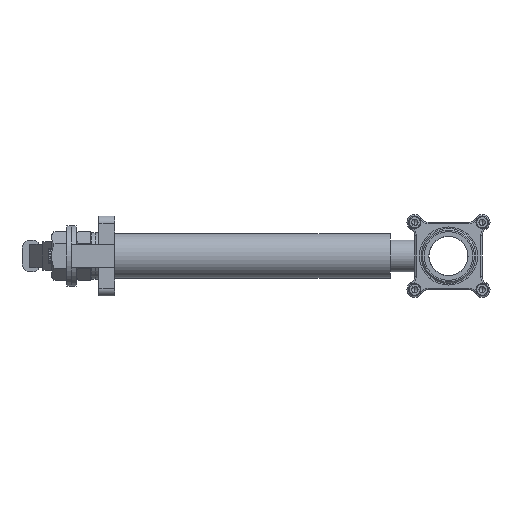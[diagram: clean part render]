
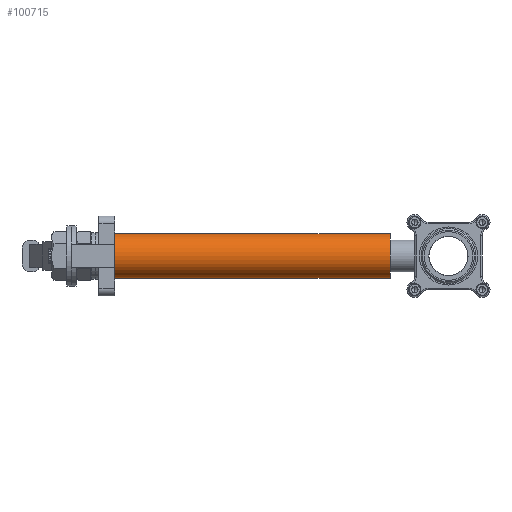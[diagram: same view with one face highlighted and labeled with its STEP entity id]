
A CAD part, left-side view. The second image highlights one B-rep face of the part: STEP entity #100715.
In plain terms, the highlighted cylindrical face has radius 14.2 mm (diameter 28.4 mm), a partial arc.
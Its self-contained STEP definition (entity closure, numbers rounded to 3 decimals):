
#265 = VECTOR ( 'NONE', #91344, 1000. ) ;
#4538 = CARTESIAN_POINT ( 'NONE',  ( 0., 0., -14.2 ) ) ;
#7185 = CARTESIAN_POINT ( 'NONE',  ( 0., 0., 0. ) ) ;
#7713 = DIRECTION ( 'NONE',  ( 0., -1., 0. ) ) ;
#8467 = DIRECTION ( 'NONE',  ( 0., -1., 0. ) ) ;
#10477 = VERTEX_POINT ( 'NONE', #83895 ) ;
#14128 = VECTOR ( 'NONE', #8467, 1000. ) ;
#14745 = EDGE_LOOP ( 'NONE', ( #18318, #26843, #60526, #20361 ) ) ;
#14921 = DIRECTION ( 'NONE',  ( 0., 0., -1. ) ) ;
#15006 = DIRECTION ( 'NONE',  ( 0., -1., 0. ) ) ;
#17274 = CARTESIAN_POINT ( 'NONE',  ( 0., 213., 0. ) ) ;
#17419 = VERTEX_POINT ( 'NONE', #34192 ) ;
#18318 = ORIENTED_EDGE ( 'NONE', *, *, #40181, .F. ) ;
#20361 = ORIENTED_EDGE ( 'NONE', *, *, #78449, .F. ) ;
#24810 = DIRECTION ( 'NONE',  ( 0., 0., -1. ) ) ;
#26559 = VERTEX_POINT ( 'NONE', #83583 ) ;
#26843 = ORIENTED_EDGE ( 'NONE', *, *, #68091, .T. ) ;
#26982 = EDGE_CURVE ( 'NONE', #26559, #10477, #67580, .T. ) ;
#27176 = VERTEX_POINT ( 'NONE', #100646 ) ;
#28979 = AXIS2_PLACEMENT_3D ( 'NONE', #7185, #7713, #14921 ) ;
#34192 = CARTESIAN_POINT ( 'NONE',  ( 0., 213., 14.2 ) ) ;
#40181 = EDGE_CURVE ( 'NONE', #17419, #27176, #55495, .T. ) ;
#47716 = CARTESIAN_POINT ( 'NONE',  ( 0., 0., 14.2 ) ) ;
#55495 = LINE ( 'NONE', #47716, #14128 ) ;
#60526 = ORIENTED_EDGE ( 'NONE', *, *, #26982, .T. ) ;
#65340 = DIRECTION ( 'NONE',  ( 0., 0., -1. ) ) ;
#67580 = LINE ( 'NONE', #4538, #265 ) ;
#68091 = EDGE_CURVE ( 'NONE', #17419, #26559, #68850, .T. ) ;
#68850 = CIRCLE ( 'NONE', #98504, 14.2 ) ;
#69723 = CYLINDRICAL_SURFACE ( 'NONE', #28979, 14.2 ) ;
#78449 = EDGE_CURVE ( 'NONE', #27176, #10477, #101930, .T. ) ;
#83583 = CARTESIAN_POINT ( 'NONE',  ( 0., 213., -14.2 ) ) ;
#83759 = AXIS2_PLACEMENT_3D ( 'NONE', #87382, #15006, #24810 ) ;
#83895 = CARTESIAN_POINT ( 'NONE',  ( 0., 37.17, -14.2 ) ) ;
#87382 = CARTESIAN_POINT ( 'NONE',  ( 0., 37.17, 0. ) ) ;
#91344 = DIRECTION ( 'NONE',  ( 0., -1., 0. ) ) ;
#96362 = DIRECTION ( 'NONE',  ( 0., -1., 0. ) ) ;
#98504 = AXIS2_PLACEMENT_3D ( 'NONE', #17274, #96362, #65340 ) ;
#100646 = CARTESIAN_POINT ( 'NONE',  ( 0., 37.17, 14.2 ) ) ;
#100715 = ADVANCED_FACE ( 'NONE', ( #100753 ), #69723, .T. ) ;
#100753 = FACE_OUTER_BOUND ( 'NONE', #14745, .T. ) ;
#101930 = CIRCLE ( 'NONE', #83759, 14.2 ) ;
